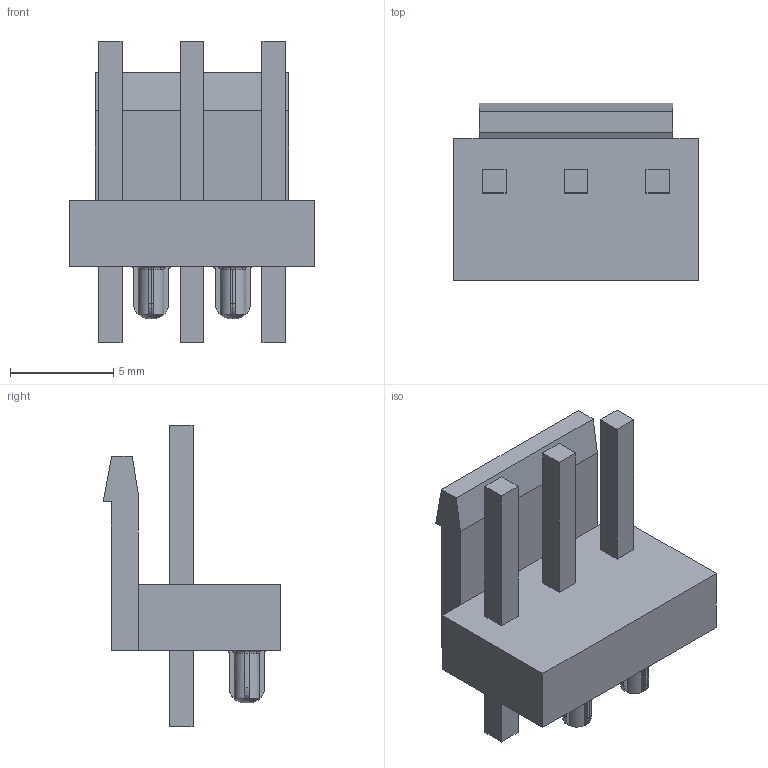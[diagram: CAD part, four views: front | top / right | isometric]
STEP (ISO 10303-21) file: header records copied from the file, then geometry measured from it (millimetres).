
FILE_DESCRIPTION(('STEP AP242'),'1');
FILE_NAME('1744057-3.stp','2022-07-30T15:19:56',('TraceParts'),('TraceParts S.A.'),'Spatial InterOp 3D',' ',' ');
FILE_SCHEMA(('AP242_MANAGED_MODEL_BASED_3D_ENGINEERING_MIM_LF {1 0 10303 442 1 1 4}'));
Length unit declared in the file: millimetre
Products named in the file (1): 1744057-3
Bounding box: 11.88 x 8.6 x 14.6 mm (x, y, z)
Volume: 430.8 mm3; surface area: 633.4 mm2
Topology: 1 solids, 1 shells, 113 faces, 301 edges, 198 vertices
Faces by surface type: plane 63, torus 26, cylinder 20, bspline 4
Entity records: 3886 total; most frequent: CARTESIAN_POINT 1073, ORIENTED_EDGE 602, DIRECTION 565, EDGE_CURVE 301, AXIS2_PLACEMENT_3D 202, VERTEX_POINT 198, LINE 161, VECTOR 161
